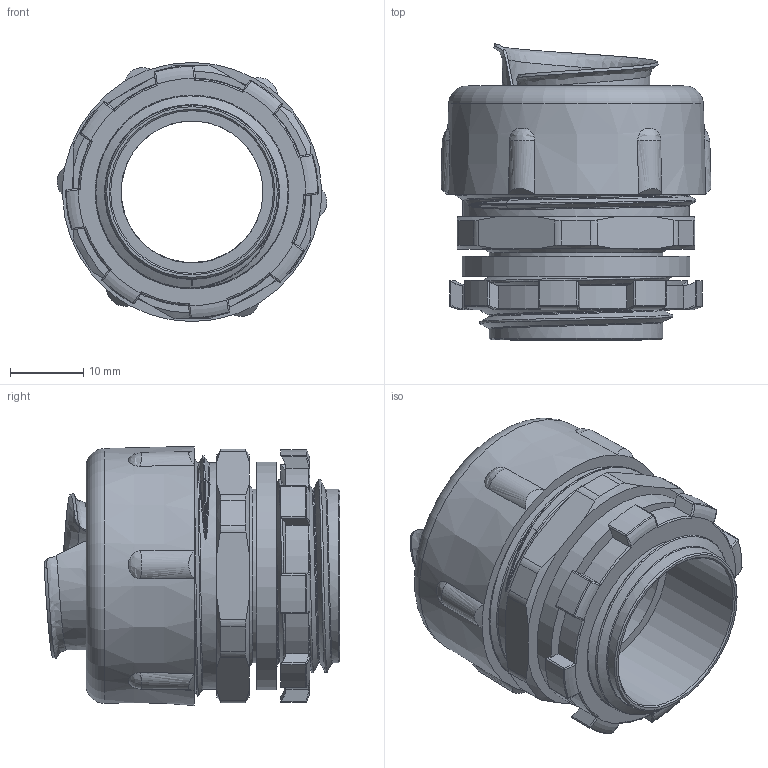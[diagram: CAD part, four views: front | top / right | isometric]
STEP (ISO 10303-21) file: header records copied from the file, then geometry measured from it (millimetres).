
FILE_DESCRIPTION(/* description */ (''),/* implementation_level */ '2;1');
FILE_NAME(/* name */ '',/* time_stamp */ '2025-06-20T17:19:25+07:00',/* author */ ('zeta-82'),/* organization */ (''),/* preprocessor_version */ 'ST-DEVELOPER v19.2',/* originating_system */ 'Autodesk Inventor 2024',/* authorisation */ '');
FILE_SCHEMA (('AUTOMOTIVE_DESIGN { 1 0 10303 214 3 1 1 }'));
Length unit declared in the file: millimetre
Products named in the file (1): ЗЭТА.105.310.000-07 РКН-
22
Bounding box: 36.85 x 40.42 x 35.4 mm (x, y, z)
Volume: 14074.3 mm3; surface area: 12106.8 mm2
Topology: 2 solids, 2 shells, 296 faces, 724 edges, 434 vertices
Faces by surface type: bspline 106, cylinder 75, plane 42, torus 35, cone 22, sphere 16
Full cylindrical faces by diameter (mm): 19.4 x1, 20.2 x1, 22.2 x1, 23.717 x2, 24.117 x1, 25 x1, 26 x1, 26.7 x1, 30.96 x1, 31.2 x1
Entity records: 16588 total; most frequent: CARTESIAN_POINT 10195, ORIENTED_EDGE 1440, DIRECTION 978, EDGE_CURVE 720, VERTEX_POINT 434, AXIS2_PLACEMENT_3D 422, B_SPLINE_CURVE_WITH_KNOTS 319, EDGE_LOOP 308
